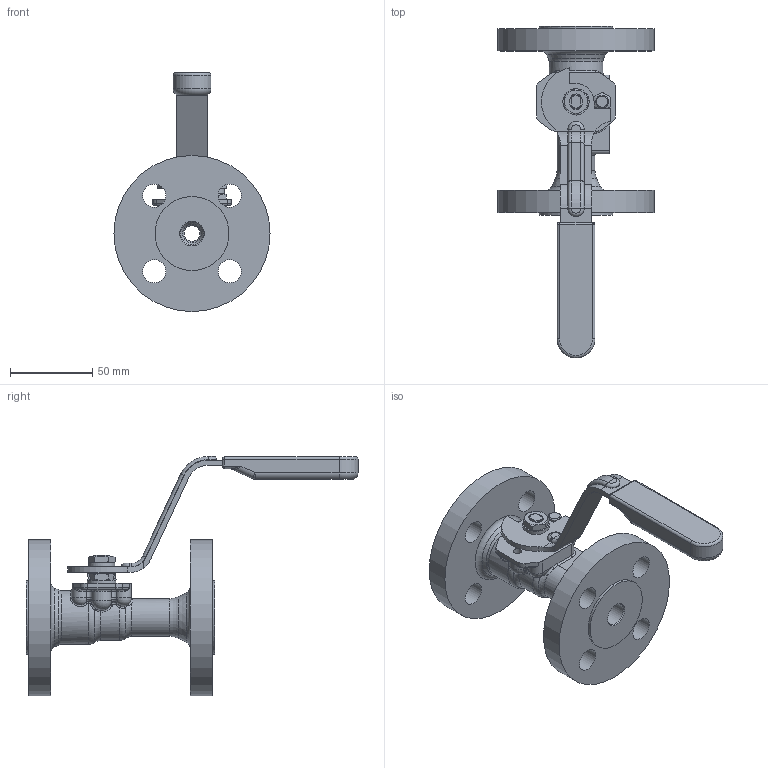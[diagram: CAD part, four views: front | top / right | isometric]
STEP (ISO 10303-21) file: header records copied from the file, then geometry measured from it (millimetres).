
FILE_DESCRIPTION((''),'2;1');
FILE_NAME('GA-F53-05-D40-W-A-1.stp','2014-03-07T15:32:18',('jaday'),(''),'Autodesk Inventor 2012','Autodesk Inventor 2012','');
FILE_SCHEMA(('CONFIG_CONTROL_DESIGN'));
Length unit declared in the file: millimetre
Products named in the file (9): GA-F53-05-D40-W-A-1; GA-B05305-23602-A-1; GA-F51-05-STEM-BUILD-A-1; GA-B00005-60130-A-1; GA-B00005-06002-A-1; GA-B00005-52001-A-1; GA-B05105-01002-A-1; GA-B00005-34000-A-1; M10-0-000-5DS-A-1
Assembly tree (9 placements, depth 2):
  GA-F53-05-D40-W-A-1
    GA-B05305-23602-A-1
    GA-F51-05-STEM-BUILD-A-1
    GA-B00005-60130-A-1
    GA-B00005-06002-A-1  x2
    GA-B00005-52001-A-1
    GA-B05105-01002-A-1
    GA-B00005-34000-A-1
    M10-0-000-5DS-A-1
Bounding box: 95 x 202.04 x 145.52 mm (x, y, z)
Volume: 270523.1 mm3; surface area: 76332.2 mm2
Topology: 9 solids, 9 shells, 461 faces, 1119 edges, 676 vertices
Faces by surface type: plane 163, cylinder 143, bspline 63, torus 46, cone 36, sphere 10
Full cylindrical faces by diameter (mm): 4.917 x2, 7.925 x1, 8.382 x2, 9.406 x1, 9.585 x1, 11.125 x1, 13.575 x1, 13.7 x1, 14 x8, 14.098 x1, 17.45 x1, 19.05 x1, 23 x1, 32.8 x1, 45 x2, 95 x2
Entity records: 14535 total; most frequent: CARTESIAN_POINT 4438, DIRECTION 2054, ORIENTED_EDGE 2028, EDGE_CURVE 1014, AXIS2_PLACEMENT_3D 810, VERTEX_POINT 640, EDGE_LOOP 516, FACE_OUTER_BOUND 440
